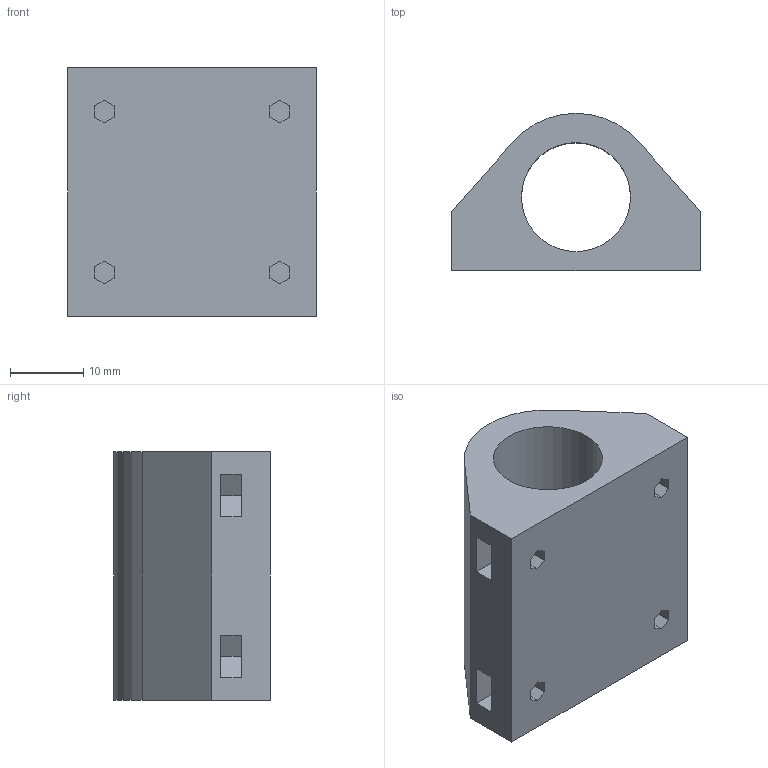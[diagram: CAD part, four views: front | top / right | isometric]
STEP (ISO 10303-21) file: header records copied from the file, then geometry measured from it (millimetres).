
FILE_DESCRIPTION (( 'USING AP203' ), '1' );
FILE_NAME ('y-lm8uu-holder.STEP', '2024-07-05T14:45:02', ( '' ), ( '' ), '', '', '' );
FILE_SCHEMA (( 'CONFIG_CONTROL_DESIGN' ));
Length unit declared in the file: millimetre
Products named in the file (1): y-lm8uu-holder
Bounding box: 34 x 21.45 x 34 mm (x, y, z)
Volume: 12574.4 mm3; surface area: 6284.7 mm2
Topology: 1 solids, 1 shells, 86 faces, 228 edges, 152 vertices
Faces by surface type: plane 83, cylinder 3
Entity records: 2715 total; most frequent: CARTESIAN_POINT 467, ORIENTED_EDGE 456, DIRECTION 408, EDGE_CURVE 228, VECTOR 222, LINE 222, VERTEX_POINT 152, EDGE_LOOP 104
